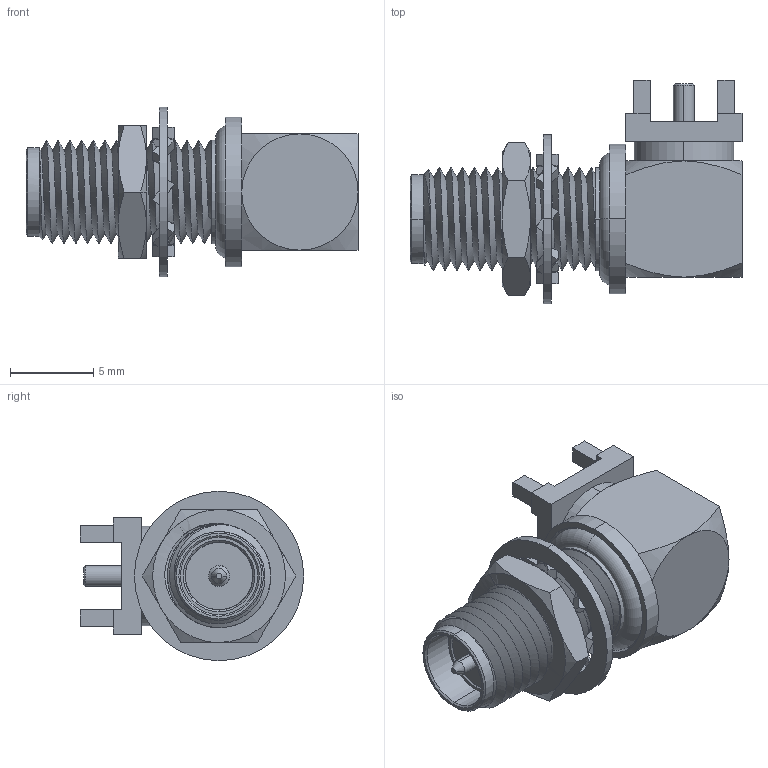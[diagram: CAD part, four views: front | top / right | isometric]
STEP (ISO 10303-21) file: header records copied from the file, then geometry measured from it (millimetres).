
FILE_DESCRIPTION (( 'STEP AP214' ), '1' );
FILE_NAME ('FMCN5187_3D.step', '2024-07-31T17:10:22', ( '' ), ( '' ), 'SwSTEP 2.0', 'SolidWorks 2022', '' );
FILE_SCHEMA (( 'AUTOMOTIVE_DESIGN' ));
Length unit declared in the file: inch
Products named in the file (9): Copy of 6.igs_1^FMCN5187; Copy of 5.igs_2^FMCN5187; Copy of 8.igs_1^FMCN5187; Copy of 2.igs_6^FMCN5187; Copy of 7.igs_1^FMCN5187; Copy of 4.igs_3^FMCN5187; FMCN5187_3D; Copy of 1.igs_6^FMCN5187; Copy of 3.igs_6^FMCN5187
Assembly tree (8 placements, depth 2):
  FMCN5187_3D
    Copy of 1.igs_6^FMCN5187
    Copy of 2.igs_6^FMCN5187
    Copy of 3.igs_6^FMCN5187
    Copy of 4.igs_3^FMCN5187
    Copy of 5.igs_2^FMCN5187
    Copy of 6.igs_1^FMCN5187
    Copy of 7.igs_1^FMCN5187
    Copy of 8.igs_1^FMCN5187
Bounding box: 20 x 13.46 x 10.2 mm (x, y, z)
Volume: 771.9 mm3; surface area: 2072.6 mm2
Topology: 8 solids, 8 shells, 388 faces, 985 edges, 623 vertices
Faces by surface type: plane 157, cylinder 147, cone 50, bspline 28, torus 6
Entity records: 26176 total; most frequent: CARTESIAN_POINT 14216, ORIENTED_EDGE 1970, DIRECTION 1560, EDGE_CURVE 985, VERTEX_POINT 623, AXIS2_PLACEMENT_3D 534, LINE 492, VECTOR 492
